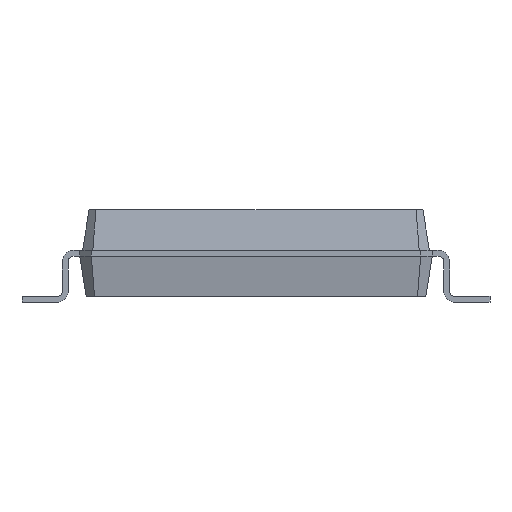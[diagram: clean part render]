
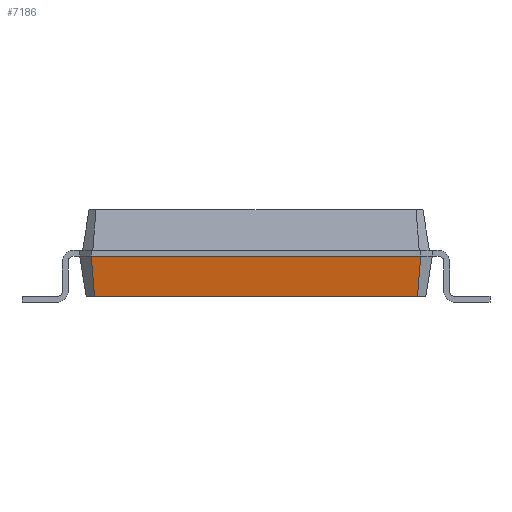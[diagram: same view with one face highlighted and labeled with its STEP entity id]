
A CAD part, front view. The second image highlights one B-rep face of the part: STEP entity #7186.
In plain terms, the highlighted free-form (B-spline) face has degree [1, 1] with [2, 2] control points.
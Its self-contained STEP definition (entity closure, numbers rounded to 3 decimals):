
#772 = PLANE('',#773);
#773 = AXIS2_PLACEMENT_3D('',#774,#775,#776);
#774 = CARTESIAN_POINT('',(-2.795,5.389,0.1));
#775 = DIRECTION('',(0.,-0.,-1.));
#776 = DIRECTION('',(0.46,-0.888,0.));
#799 = B_SPLINE_SURFACE_WITH_KNOTS('',1,1,(
(#800,#801)
,(#802,#803
)),.UNSPECIFIED.,.F.,.F.,.F.,(2,2),(2,2),(0.,0.283),(0.,1.)
,.PIECEWISE_BEZIER_KNOTS.);
#800 = CARTESIAN_POINT('',(2.939,-5.245,0.1));
#801 = CARTESIAN_POINT('',(3.05,-5.3,0.8));
#802 = CARTESIAN_POINT('',(2.795,-5.389,0.1));
#803 = CARTESIAN_POINT('',(2.85,-5.5,0.8));
#2407 = VERTEX_POINT('',#2408);
#2408 = CARTESIAN_POINT('',(2.795,-5.389,0.1));
#2428 = EDGE_CURVE('',#2407,#2429,#2431,.T.);
#2429 = VERTEX_POINT('',#2430);
#2430 = CARTESIAN_POINT('',(-2.795,-5.389,0.1));
#2431 = SURFACE_CURVE('',#2432,(#2436,#2443),.PCURVE_S1.);
#2432 = LINE('',#2433,#2434);
#2433 = CARTESIAN_POINT('',(2.795,-5.389,0.1));
#2434 = VECTOR('',#2435,1.);
#2435 = DIRECTION('',(-1.,0.,0.));
#2436 = PCURVE('',#772,#2437);
#2437 = DEFINITIONAL_REPRESENTATION('',(#2438),#2442);
#2438 = LINE('',#2439,#2440);
#2439 = CARTESIAN_POINT('',(12.141,0.));
#2440 = VECTOR('',#2441,1.);
#2441 = DIRECTION('',(-0.46,0.888));
#2442 = ( GEOMETRIC_REPRESENTATION_CONTEXT(2)
PARAMETRIC_REPRESENTATION_CONTEXT() REPRESENTATION_CONTEXT('2D SPACE',''
) );
#2443 = PCURVE('',#2444,#2449);
#2444 = B_SPLINE_SURFACE_WITH_KNOTS('',1,1,(
(#2445,#2446)
,(#2447,#2448
)),.UNSPECIFIED.,.F.,.F.,.F.,(2,2),(2,2),(0.,5.7),(0.,1.),
.PIECEWISE_BEZIER_KNOTS.);
#2445 = CARTESIAN_POINT('',(2.795,-5.389,0.1));
#2446 = CARTESIAN_POINT('',(2.85,-5.5,0.8));
#2447 = CARTESIAN_POINT('',(-2.795,-5.389,0.1));
#2448 = CARTESIAN_POINT('',(-2.85,-5.5,0.8));
#2449 = DEFINITIONAL_REPRESENTATION('',(#2450),#2453);
#2450 = B_SPLINE_CURVE_WITH_KNOTS('',1,(#2451,#2452),.UNSPECIFIED.,.F.,
.F.,(2,2),(0.,5.589),.PIECEWISE_BEZIER_KNOTS.);
#2451 = CARTESIAN_POINT('',(0.,0.));
#2452 = CARTESIAN_POINT('',(5.7,0.));
#2453 = ( GEOMETRIC_REPRESENTATION_CONTEXT(2)
PARAMETRIC_REPRESENTATION_CONTEXT() REPRESENTATION_CONTEXT('2D SPACE',''
) );
#2471 = B_SPLINE_SURFACE_WITH_KNOTS('',1,1,(
(#2472,#2473)
,(#2474,#2475
)),.UNSPECIFIED.,.F.,.F.,.F.,(2,2),(2,2),(0.,0.283),(0.,1.)
,.PIECEWISE_BEZIER_KNOTS.);
#2472 = CARTESIAN_POINT('',(-2.795,-5.389,0.1));
#2473 = CARTESIAN_POINT('',(-2.85,-5.5,0.8));
#2474 = CARTESIAN_POINT('',(-2.939,-5.245,0.1));
#2475 = CARTESIAN_POINT('',(-3.05,-5.3,0.8));
#2538 = EDGE_CURVE('',#2407,#2539,#2541,.T.);
#2539 = VERTEX_POINT('',#2540);
#2540 = CARTESIAN_POINT('',(2.85,-5.5,0.8));
#2541 = SURFACE_CURVE('',#2542,(#2545,#2552),.PCURVE_S1.);
#2542 = B_SPLINE_CURVE_WITH_KNOTS('',1,(#2543,#2544),.UNSPECIFIED.,.F.,
.F.,(2,2),(0.,1.),.PIECEWISE_BEZIER_KNOTS.);
#2543 = CARTESIAN_POINT('',(2.795,-5.389,0.1));
#2544 = CARTESIAN_POINT('',(2.85,-5.5,0.8));
#2545 = PCURVE('',#799,#2546);
#2546 = DEFINITIONAL_REPRESENTATION('',(#2547),#2551);
#2547 = LINE('',#2548,#2549);
#2548 = CARTESIAN_POINT('',(0.283,0.));
#2549 = VECTOR('',#2550,1.);
#2550 = DIRECTION('',(0.,1.));
#2551 = ( GEOMETRIC_REPRESENTATION_CONTEXT(2)
PARAMETRIC_REPRESENTATION_CONTEXT() REPRESENTATION_CONTEXT('2D SPACE',''
) );
#2552 = PCURVE('',#2444,#2553);
#2553 = DEFINITIONAL_REPRESENTATION('',(#2554),#2558);
#2554 = LINE('',#2555,#2556);
#2555 = CARTESIAN_POINT('',(0.,0.));
#2556 = VECTOR('',#2557,1.);
#2557 = DIRECTION('',(0.,1.));
#2558 = ( GEOMETRIC_REPRESENTATION_CONTEXT(2)
PARAMETRIC_REPRESENTATION_CONTEXT() REPRESENTATION_CONTEXT('2D SPACE',''
) );
#7186 = ADVANCED_FACE('',(#7187),#2444,.F.);
#7187 = FACE_BOUND('',#7188,.F.);
#7188 = EDGE_LOOP('',(#7189,#7190,#7212,#7238));
#7189 = ORIENTED_EDGE('',*,*,#2428,.T.);
#7190 = ORIENTED_EDGE('',*,*,#7191,.T.);
#7191 = EDGE_CURVE('',#2429,#7192,#7194,.T.);
#7192 = VERTEX_POINT('',#7193);
#7193 = CARTESIAN_POINT('',(-2.85,-5.5,0.8));
#7194 = SURFACE_CURVE('',#7195,(#7198,#7205),.PCURVE_S1.);
#7195 = B_SPLINE_CURVE_WITH_KNOTS('',1,(#7196,#7197),.UNSPECIFIED.,.F.,
.F.,(2,2),(0.,1.),.PIECEWISE_BEZIER_KNOTS.);
#7196 = CARTESIAN_POINT('',(-2.795,-5.389,0.1));
#7197 = CARTESIAN_POINT('',(-2.85,-5.5,0.8));
#7198 = PCURVE('',#2444,#7199);
#7199 = DEFINITIONAL_REPRESENTATION('',(#7200),#7204);
#7200 = LINE('',#7201,#7202);
#7201 = CARTESIAN_POINT('',(5.7,0.));
#7202 = VECTOR('',#7203,1.);
#7203 = DIRECTION('',(0.,1.));
#7204 = ( GEOMETRIC_REPRESENTATION_CONTEXT(2)
PARAMETRIC_REPRESENTATION_CONTEXT() REPRESENTATION_CONTEXT('2D SPACE',''
) );
#7205 = PCURVE('',#2471,#7206);
#7206 = DEFINITIONAL_REPRESENTATION('',(#7207),#7211);
#7207 = LINE('',#7208,#7209);
#7208 = CARTESIAN_POINT('',(0.,0.));
#7209 = VECTOR('',#7210,1.);
#7210 = DIRECTION('',(0.,1.));
#7211 = ( GEOMETRIC_REPRESENTATION_CONTEXT(2)
PARAMETRIC_REPRESENTATION_CONTEXT() REPRESENTATION_CONTEXT('2D SPACE',''
) );
#7212 = ORIENTED_EDGE('',*,*,#7213,.F.);
#7213 = EDGE_CURVE('',#2539,#7192,#7214,.T.);
#7214 = SURFACE_CURVE('',#7215,(#7219,#7226),.PCURVE_S1.);
#7215 = LINE('',#7216,#7217);
#7216 = CARTESIAN_POINT('',(2.85,-5.5,0.8));
#7217 = VECTOR('',#7218,1.);
#7218 = DIRECTION('',(-1.,0.,0.));
#7219 = PCURVE('',#2444,#7220);
#7220 = DEFINITIONAL_REPRESENTATION('',(#7221),#7225);
#7221 = LINE('',#7222,#7223);
#7222 = CARTESIAN_POINT('',(0.,1.));
#7223 = VECTOR('',#7224,1.);
#7224 = DIRECTION('',(1.,0.));
#7225 = ( GEOMETRIC_REPRESENTATION_CONTEXT(2)
PARAMETRIC_REPRESENTATION_CONTEXT() REPRESENTATION_CONTEXT('2D SPACE',''
) );
#7226 = PCURVE('',#7227,#7232);
#7227 = PLANE('',#7228);
#7228 = AXIS2_PLACEMENT_3D('',#7229,#7230,#7231);
#7229 = CARTESIAN_POINT('',(2.85,-5.5,0.9));
#7230 = DIRECTION('',(0.,1.,0.));
#7231 = DIRECTION('',(-1.,0.,0.));
#7232 = DEFINITIONAL_REPRESENTATION('',(#7233),#7237);
#7233 = LINE('',#7234,#7235);
#7234 = CARTESIAN_POINT('',(0.,-0.1));
#7235 = VECTOR('',#7236,1.);
#7236 = DIRECTION('',(1.,0.));
#7237 = ( GEOMETRIC_REPRESENTATION_CONTEXT(2)
PARAMETRIC_REPRESENTATION_CONTEXT() REPRESENTATION_CONTEXT('2D SPACE',''
) );
#7238 = ORIENTED_EDGE('',*,*,#2538,.F.);
